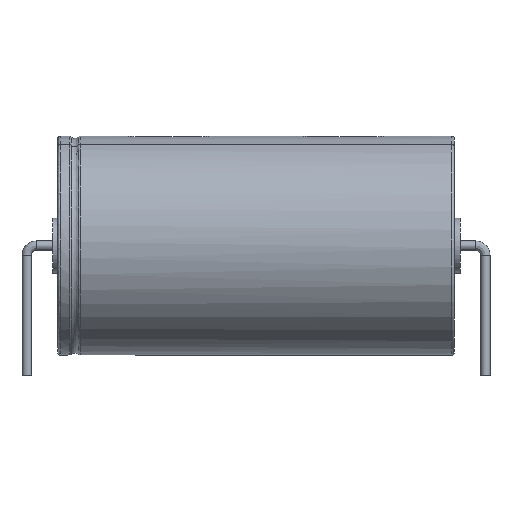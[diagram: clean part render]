
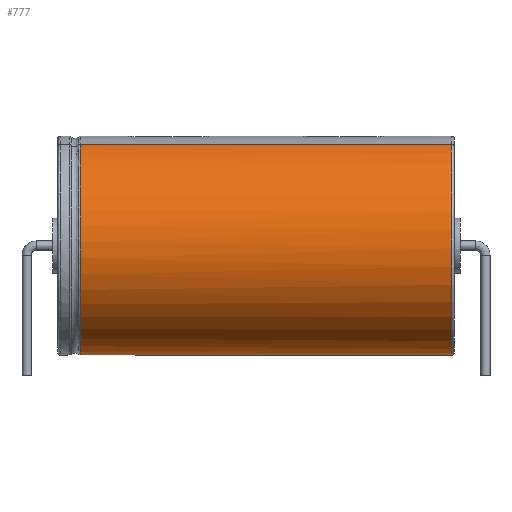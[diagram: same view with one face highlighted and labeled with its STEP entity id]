
A CAD part, front view. The second image highlights one B-rep face of the part: STEP entity #777.
In plain terms, the highlighted cylindrical face has radius 10.5 mm (diameter 21 mm), a partial arc.
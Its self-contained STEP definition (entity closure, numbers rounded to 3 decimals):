
#138=VERTEX_POINT('',#139);
#139=CARTESIAN_POINT('',(40.8,-4.018,20.201));
#145=EDGE_CURVE('',#146,#138,#148,.T.);
#146=VERTEX_POINT('',#147);
#147=CARTESIAN_POINT('',(5.135,-4.018,20.201));
#148=LINE('',#149,#150);
#149=CARTESIAN_POINT('',(5.,-4.018,20.201));
#150=VECTOR('',#151,1.);
#151=DIRECTION('',(1.,0.,0.));
#195=DIRECTION('',(-1.,0.,0.));
#365=VERTEX_POINT('',#366);
#366=CARTESIAN_POINT('',(40.8,4.018,20.201));
#370=DIRECTION('',(0.,0.383,0.924));
#371=ORIENTED_EDGE('',*,*,#372,.F.);
#372=EDGE_CURVE('',#373,#365,#375,.T.);
#373=VERTEX_POINT('',#374);
#374=CARTESIAN_POINT('',(5.135,4.018,20.201));
#375=LINE('',#376,#150);
#376=CARTESIAN_POINT('',(5.,4.018,20.201));
#703=ORIENTED_EDGE('',*,*,#704,.T.);
#704=EDGE_CURVE('',#373,#146,#705,.T.);
#705=B_SPLINE_CURVE_WITH_KNOTS('',12,(#706,#707,#708,#709,#710,#711,#712,#713,#714,#715,#716,#717,#718,#719,#720,#721,#722,#723,#724,#725,#726,#727,#728,#729,#730,#731,#732,#733,#734,#735,#736,#737,#738,#739,#740),.UNSPECIFIED.,.F.,.F.,(13,11,11,13),(-2.46,0.,57.727,60.186),.UNSPECIFIED.);
#706=CARTESIAN_POINT('',(5.135,1.746,21.142));
#707=CARTESIAN_POINT('',(5.135,1.936,21.063));
#708=CARTESIAN_POINT('',(5.135,2.127,20.984));
#709=CARTESIAN_POINT('',(5.135,2.317,20.905));
#710=CARTESIAN_POINT('',(5.135,2.507,20.827));
#711=CARTESIAN_POINT('',(5.135,2.697,20.748));
#712=CARTESIAN_POINT('',(5.135,2.886,20.67));
#713=CARTESIAN_POINT('',(5.135,3.076,20.591));
#714=CARTESIAN_POINT('',(5.135,3.265,20.513));
#715=CARTESIAN_POINT('',(5.135,3.453,20.435));
#716=CARTESIAN_POINT('',(5.135,3.642,20.357));
#717=CARTESIAN_POINT('',(5.135,3.83,20.279));
#718=CARTESIAN_POINT('',(5.135,8.432,18.373));
#719=CARTESIAN_POINT('',(5.135,12.005,14.325));
#720=CARTESIAN_POINT('',(5.135,13.421,8.482));
#721=CARTESIAN_POINT('',(5.135,11.579,2.217));
#722=CARTESIAN_POINT('',(5.135,6.983,-2.448));
#723=CARTESIAN_POINT('',(5.135,0.,-4.786));
#724=CARTESIAN_POINT('',(5.135,-6.983,-2.448));
#725=CARTESIAN_POINT('',(5.135,-11.579,2.217));
#726=CARTESIAN_POINT('',(5.135,-13.421,8.482));
#727=CARTESIAN_POINT('',(5.135,-12.005,14.325));
#728=CARTESIAN_POINT('',(5.135,-8.432,18.373));
#729=CARTESIAN_POINT('',(5.135,-3.83,20.279));
#730=CARTESIAN_POINT('',(5.135,-3.642,20.357));
#731=CARTESIAN_POINT('',(5.135,-3.453,20.435));
#732=CARTESIAN_POINT('',(5.135,-3.265,20.513));
#733=CARTESIAN_POINT('',(5.135,-3.076,20.591));
#734=CARTESIAN_POINT('',(5.135,-2.886,20.67));
#735=CARTESIAN_POINT('',(5.135,-2.697,20.748));
#736=CARTESIAN_POINT('',(5.135,-2.507,20.827));
#737=CARTESIAN_POINT('',(5.135,-2.317,20.905));
#738=CARTESIAN_POINT('',(5.135,-2.127,20.984));
#739=CARTESIAN_POINT('',(5.135,-1.936,21.063));
#740=CARTESIAN_POINT('',(5.135,-1.746,21.142));
#777=ADVANCED_FACE('',(#778),#786,.T.);
#778=FACE_BOUND('',#779,.F.);
#779=EDGE_LOOP('',(#371,#703,#780,#781));
#780=ORIENTED_EDGE('',*,*,#145,.T.);
#781=ORIENTED_EDGE('',*,*,#782,.F.);
#782=EDGE_CURVE('',#365,#138,#783,.T.);
#783=CIRCLE('',#784,10.5);
#784=AXIS2_PLACEMENT_3D('',#785,#195,#370);
#785=CARTESIAN_POINT('',(40.8,0.,10.5));
#786=CYLINDRICAL_SURFACE('',#787,10.5);
#787=AXIS2_PLACEMENT_3D('',#788,#151,#370);
#788=CARTESIAN_POINT('',(5.,0.,10.5));
